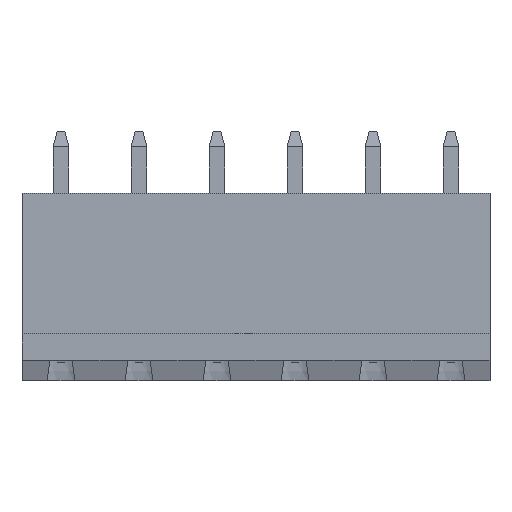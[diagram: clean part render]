
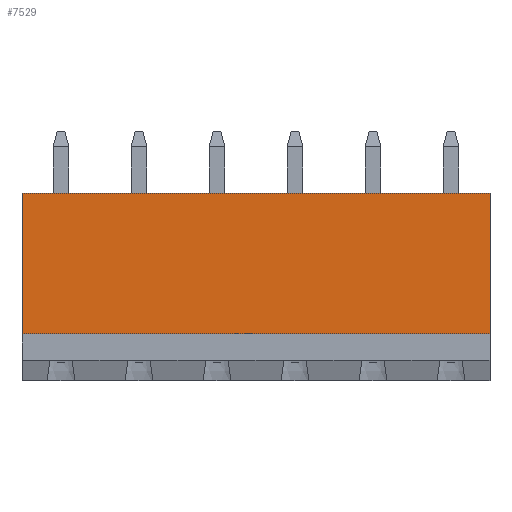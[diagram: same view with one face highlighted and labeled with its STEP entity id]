
A CAD part, top view. The second image highlights one B-rep face of the part: STEP entity #7529.
In plain terms, the highlighted planar face has unit normal (0, 0, 1).
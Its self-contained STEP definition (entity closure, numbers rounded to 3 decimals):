
#24=DIRECTION('',(0.,1.,0.));
#25=VECTOR('',#24,9.);
#26=CARTESIAN_POINT('',(0.,3.,3.9));
#27=LINE('',#26,#25);
#250=DIRECTION('',(0.,1.,0.));
#251=VECTOR('',#250,9.);
#252=CARTESIAN_POINT('',(30.,3.,3.9));
#253=LINE('',#252,#251);
#941=DIRECTION('',(1.,0.,0.));
#942=VECTOR('',#941,30.);
#943=CARTESIAN_POINT('',(0.,12.,3.9));
#944=LINE('',#943,#942);
#945=DIRECTION('',(-1.,0.,0.));
#946=VECTOR('',#945,30.);
#947=CARTESIAN_POINT('',(30.,3.,3.9));
#948=LINE('',#947,#946);
#5126=CARTESIAN_POINT('',(0.,12.,3.9));
#5127=VERTEX_POINT('',#5126);
#5138=CARTESIAN_POINT('',(0.,3.,3.9));
#5139=VERTEX_POINT('',#5138);
#5880=CARTESIAN_POINT('',(30.,12.,3.9));
#5881=VERTEX_POINT('',#5880);
#5892=CARTESIAN_POINT('',(30.,3.,3.9));
#5893=VERTEX_POINT('',#5892);
#7517=CARTESIAN_POINT('',(20.,3.,3.9));
#7518=DIRECTION('',(0.,0.,-1.));
#7519=DIRECTION('',(0.,1.,0.));
#7520=AXIS2_PLACEMENT_3D('',#7517,#7518,#7519);
#7521=PLANE('',#7520);
#7523=ORIENTED_EDGE('',*,*,#7522,.T.);
#7524=ORIENTED_EDGE('',*,*,#6688,.F.);
#7525=ORIENTED_EDGE('',*,*,#7509,.T.);
#7526=ORIENTED_EDGE('',*,*,#6411,.T.);
#7527=EDGE_LOOP('',(#7523,#7524,#7525,#7526));
#7528=FACE_OUTER_BOUND('',#7527,.F.);
#7529=ADVANCED_FACE('',(#7528),#7521,.F.);
#6411=EDGE_CURVE('',#5139,#5127,#27,.T.);
#6688=EDGE_CURVE('',#5893,#5881,#253,.T.);
#7509=EDGE_CURVE('',#5893,#5139,#948,.T.);
#7522=EDGE_CURVE('',#5127,#5881,#944,.T.);
